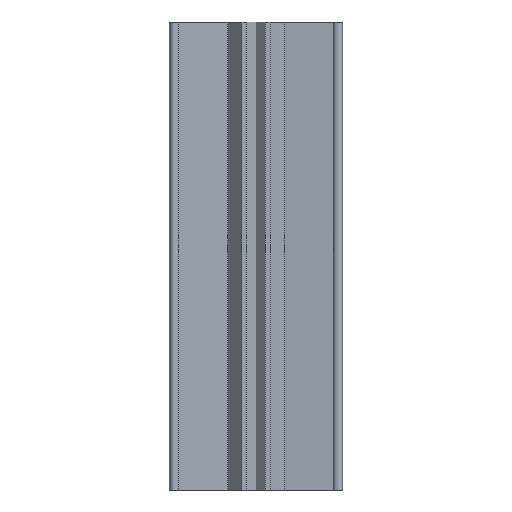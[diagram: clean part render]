
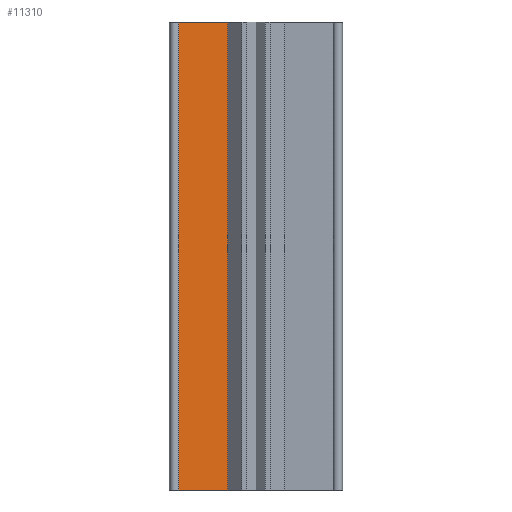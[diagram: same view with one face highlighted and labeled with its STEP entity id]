
A CAD part, front view. The second image highlights one B-rep face of the part: STEP entity #11310.
In plain terms, the highlighted planar face has unit normal (0.084, -0.997, 0).
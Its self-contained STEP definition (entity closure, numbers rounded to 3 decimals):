
#10780=CARTESIAN_POINT('',(-18.475,-2.205,100.));
#10790=VERTEX_POINT('',#10780);
#10820=CARTESIAN_POINT('',(-18.475,-2.205,100.));
#10830=DIRECTION('',(0.,0.,-1.));
#10840=VECTOR('',#10830,1.);
#10850=LINE('',#10820,#10840);
#10860=CARTESIAN_POINT('',(-18.475,-2.205,0.));
#10870=VERTEX_POINT('',#10860);
#10880=EDGE_CURVE('',#10790,#10870,#10850,.T.);
#11010=CARTESIAN_POINT('',(-6.555,-1.205,100.));
#11020=DIRECTION('',(-0.084,0.996,0.));
#11030=DIRECTION('',(0.996,0.084,0.));
#11040=AXIS2_PLACEMENT_3D('',#11010,#11020,#11030);
#11050=PLANE('',#11040);
#11060=CARTESIAN_POINT('',(-6.555,-1.205,100.));
#11070=DIRECTION('',(-0.996,-0.084,0.));
#11080=VECTOR('',#11070,1.);
#11090=LINE('',#11060,#11080);
#11100=CARTESIAN_POINT('',(-6.919,-1.235,100.));
#11110=VERTEX_POINT('',#11100);
#11120=EDGE_CURVE('',#11110,#10790,#11090,.T.);
#11130=ORIENTED_EDGE('',*,*,#11120,.T.);
#11140=CARTESIAN_POINT('',(-6.919,-1.235,0.));
#11150=DIRECTION('',(0.,0.,-1.));
#11160=VECTOR('',#11150,1.);
#11170=LINE('',#11140,#11160);
#11180=CARTESIAN_POINT('',(-6.919,-1.235,0.));
#11190=VERTEX_POINT('',#11180);
#11200=EDGE_CURVE('',#11110,#11190,#11170,.T.);
#11210=ORIENTED_EDGE('',*,*,#11200,.F.);
#11220=CARTESIAN_POINT('',(-6.555,-1.205,0.));
#11230=DIRECTION('',(-0.996,-0.084,0.));
#11240=VECTOR('',#11230,1.);
#11250=LINE('',#11220,#11240);
#11260=EDGE_CURVE('',#11190,#10870,#11250,.T.);
#11270=ORIENTED_EDGE('',*,*,#11260,.F.);
#11280=ORIENTED_EDGE('',*,*,#10880,.T.);
#11290=EDGE_LOOP('',(#11280,#11270,#11210,#11130));
#11300=FACE_OUTER_BOUND('',#11290,.T.);
#11310=ADVANCED_FACE('',(#11300),#11050,.F.);
